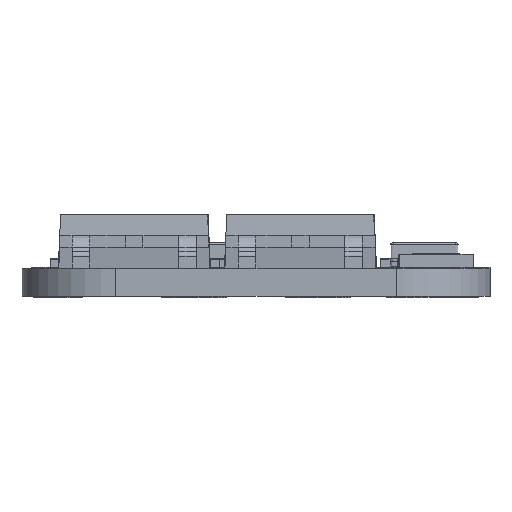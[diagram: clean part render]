
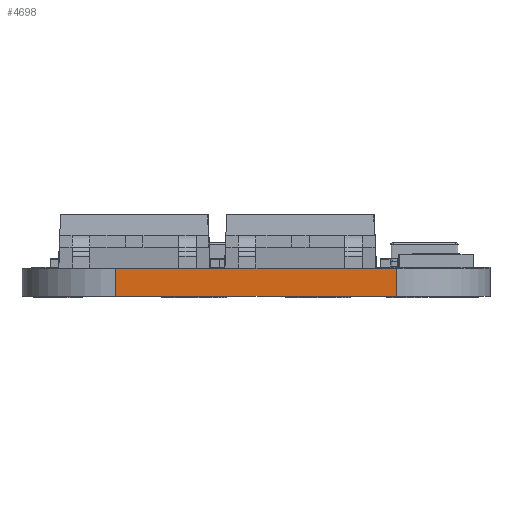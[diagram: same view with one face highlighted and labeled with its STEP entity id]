
A CAD part, left-side view. The second image highlights one B-rep face of the part: STEP entity #4698.
In plain terms, the highlighted free-form (B-spline) face has degree [1, 1] with [2, 2] control points.
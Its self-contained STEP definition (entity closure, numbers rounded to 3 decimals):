
#1157 = VERTEX_POINT('',#1158);
#1158 = CARTESIAN_POINT('',(0.,3.888,0.));
#1164 = EDGE_CURVE('',#1157,#1165,#1167,.T.);
#1165 = VERTEX_POINT('',#1166);
#1166 = CARTESIAN_POINT('',(0.,15.552,0.));
#1167 = B_SPLINE_CURVE_WITH_KNOTS('',1,(#1168,#1169),.UNSPECIFIED.,.F.,
  .F.,(2,2),(4.,16.),.PIECEWISE_BEZIER_KNOTS.);
#1168 = CARTESIAN_POINT('',(0.,3.888,0.));
#1169 = CARTESIAN_POINT('',(0.,15.552,0.));
#3980 = VERTEX_POINT('',#3981);
#3981 = CARTESIAN_POINT('',(0.,15.552,1.166));
#3987 = EDGE_CURVE('',#3988,#3980,#3990,.T.);
#3988 = VERTEX_POINT('',#3989);
#3989 = CARTESIAN_POINT('',(0.,3.888,1.166));
#3990 = B_SPLINE_CURVE_WITH_KNOTS('',1,(#3991,#3992),.UNSPECIFIED.,.F.,
  .F.,(2,2),(4.,16.),.PIECEWISE_BEZIER_KNOTS.);
#3991 = CARTESIAN_POINT('',(0.,3.888,1.166));
#3992 = CARTESIAN_POINT('',(0.,15.552,1.166));
#4405 = EDGE_CURVE('',#3988,#1157,#4406,.T.);
#4406 = B_SPLINE_CURVE_WITH_KNOTS('',1,(#4407,#4408),.UNSPECIFIED.,.F.,
  .F.,(2,2),(-0.,1.2),.PIECEWISE_BEZIER_KNOTS.);
#4407 = CARTESIAN_POINT('',(0.,3.888,1.166));
#4408 = CARTESIAN_POINT('',(0.,3.888,0.));
#4525 = EDGE_CURVE('',#3980,#1165,#4526,.T.);
#4526 = B_SPLINE_CURVE_WITH_KNOTS('',1,(#4527,#4528),.UNSPECIFIED.,.F.,
  .F.,(2,2),(-0.,1.2),.PIECEWISE_BEZIER_KNOTS.);
#4527 = CARTESIAN_POINT('',(0.,15.552,1.166));
#4528 = CARTESIAN_POINT('',(0.,15.552,0.));
#4698 = ADVANCED_FACE('',(#4699),#4705,.T.);
#4699 = FACE_BOUND('',#4700,.T.);
#4700 = EDGE_LOOP('',(#4701,#4702,#4703,#4704));
#4701 = ORIENTED_EDGE('',*,*,#1164,.F.);
#4702 = ORIENTED_EDGE('',*,*,#4405,.F.);
#4703 = ORIENTED_EDGE('',*,*,#3987,.T.);
#4704 = ORIENTED_EDGE('',*,*,#4525,.T.);
#4705 = B_SPLINE_SURFACE_WITH_KNOTS('',1,1,(
    (#4706,#4707)
    ,(#4708,#4709
    )),.UNSPECIFIED.,.F.,.F.,.F.,(2,2),(2,2),(-1.2,0.),(4.,16.),
  .PIECEWISE_BEZIER_KNOTS.);
#4706 = CARTESIAN_POINT('',(0.,3.888,0.));
#4707 = CARTESIAN_POINT('',(0.,15.552,0.));
#4708 = CARTESIAN_POINT('',(0.,3.888,1.166));
#4709 = CARTESIAN_POINT('',(0.,15.552,1.166));
